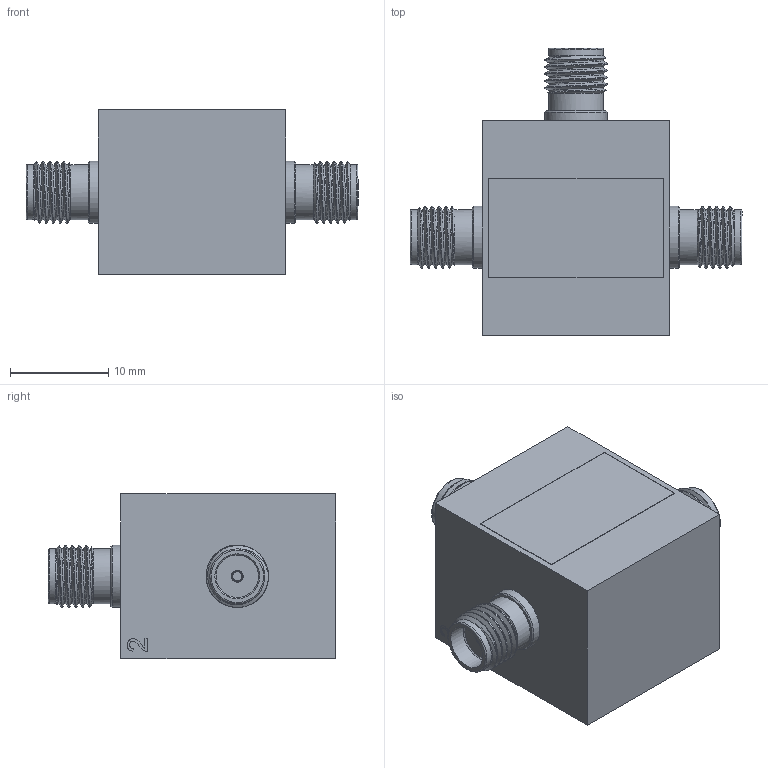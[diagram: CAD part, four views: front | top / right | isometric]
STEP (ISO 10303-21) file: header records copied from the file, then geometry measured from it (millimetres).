
FILE_DESCRIPTION (( 'STEP AP203' ), '1' );
FILE_NAME ('MPR18F-2_3D.step', '2025-06-10T15:10:06', ( '' ), ( '' ), 'SwSTEP 2.0', 'SolidWorks 2022', '' );
FILE_SCHEMA (( 'CONFIG_CONTROL_DESIGN' ));
Length unit declared in the file: inch
Products named in the file (1): MPR18F-2_3D
Bounding box: 33.78 x 29.21 x 16.81 mm (x, y, z)
Volume: 7478.5 mm3; surface area: 2847.5 mm2
Topology: 1 solids, 1 shells, 138 faces, 344 edges, 224 vertices
Faces by surface type: plane 62, bspline 34, cylinder 21, cone 18, torus 3
Full cylindrical faces by diameter (mm): 0.94 x3, 1.194 x3, 4.572 x3, 5.582 x6, 6.35 x3
Entity records: 8603 total; most frequent: CARTESIAN_POINT 5696, ORIENTED_EDGE 606, DIRECTION 479, EDGE_CURVE 303, VERTEX_POINT 210, EDGE_LOOP 181, AXIS2_PLACEMENT_3D 173, FACE_OUTER_BOUND 159
